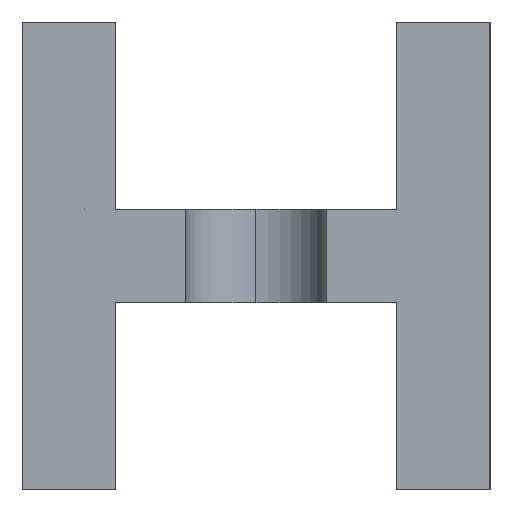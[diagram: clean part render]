
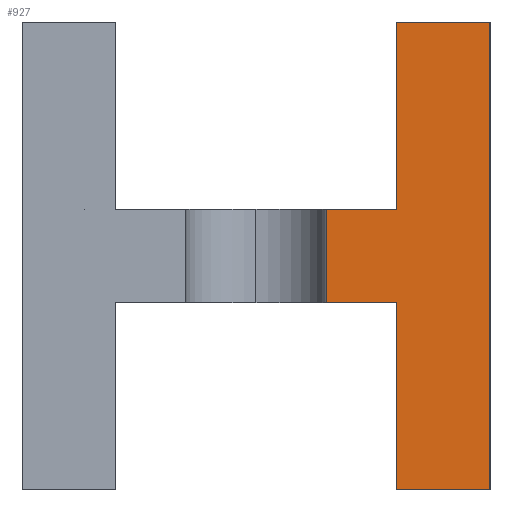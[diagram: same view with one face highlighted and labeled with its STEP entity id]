
A CAD part, left-side view. The second image highlights one B-rep face of the part: STEP entity #927.
In plain terms, the highlighted planar face has unit normal (-1, 0, 0).
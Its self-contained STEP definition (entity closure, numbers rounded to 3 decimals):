
#13 = CARTESIAN_POINT ( 'NONE',  ( 0., 2., 4. ) ) ;
#23 = VECTOR ( 'NONE', #1701, 1000. ) ;
#47 = DIRECTION ( 'NONE',  ( -1., 0., 0. ) ) ;
#103 = LINE ( 'NONE', #512, #1345 ) ;
#144 = LINE ( 'NONE', #291, #409 ) ;
#205 = DIRECTION ( 'NONE',  ( 0., 0., 1. ) ) ;
#264 = AXIS2_PLACEMENT_3D ( 'NONE', #470, #47, #811 ) ;
#291 = CARTESIAN_POINT ( 'NONE',  ( 0., 2., 10. ) ) ;
#326 = PLANE ( 'NONE',  #264 ) ;
#363 = DIRECTION ( 'NONE',  ( 0., 0., 1. ) ) ;
#409 = VECTOR ( 'NONE', #205, 1000. ) ;
#470 = CARTESIAN_POINT ( 'NONE',  ( 0., 0., 0. ) ) ;
#472 = FACE_OUTER_BOUND ( 'NONE', #2068, .T. ) ;
#474 = EDGE_CURVE ( 'NONE', #1095, #506, #664, .T. ) ;
#506 = VERTEX_POINT ( 'NONE', #2320 ) ;
#512 = CARTESIAN_POINT ( 'NONE',  ( 0., 3.5, 4. ) ) ;
#548 = EDGE_CURVE ( 'NONE', #1586, #1095, #1848, .T. ) ;
#561 = VECTOR ( 'NONE', #2305, 1000. ) ;
#599 = CARTESIAN_POINT ( 'NONE',  ( 0., 0., 0. ) ) ;
#606 = CARTESIAN_POINT ( 'NONE',  ( 0., 2., 6. ) ) ;
#623 = ORIENTED_EDGE ( 'NONE', *, *, #474, .F. ) ;
#656 = VERTEX_POINT ( 'NONE', #1367 ) ;
#663 = ORIENTED_EDGE ( 'NONE', *, *, #2339, .F. ) ;
#664 = LINE ( 'NONE', #599, #561 ) ;
#713 = VERTEX_POINT ( 'NONE', #1910 ) ;
#746 = ORIENTED_EDGE ( 'NONE', *, *, #2200, .F. ) ;
#792 = VECTOR ( 'NONE', #2148, 1000. ) ;
#811 = DIRECTION ( 'NONE',  ( 0., 0., 1. ) ) ;
#927 = ADVANCED_FACE ( 'NONE', ( #472 ), #326, .T. ) ;
#933 = LINE ( 'NONE', #2480, #1503 ) ;
#942 = ORIENTED_EDGE ( 'NONE', *, *, #548, .F. ) ;
#979 = CARTESIAN_POINT ( 'NONE',  ( 0., 2., 10. ) ) ;
#1095 = VERTEX_POINT ( 'NONE', #2341 ) ;
#1272 = CARTESIAN_POINT ( 'NONE',  ( 0., 2., 6. ) ) ;
#1345 = VECTOR ( 'NONE', #363, 1000. ) ;
#1361 = CARTESIAN_POINT ( 'NONE',  ( 0., 3.5, 4. ) ) ;
#1367 = CARTESIAN_POINT ( 'NONE',  ( 0., 2., 0. ) ) ;
#1416 = EDGE_CURVE ( 'NONE', #2469, #2420, #1805, .T. ) ;
#1503 = VECTOR ( 'NONE', #2430, 1000. ) ;
#1586 = VERTEX_POINT ( 'NONE', #979 ) ;
#1607 = CARTESIAN_POINT ( 'NONE',  ( 0., 2., 0. ) ) ;
#1629 = VERTEX_POINT ( 'NONE', #606 ) ;
#1701 = DIRECTION ( 'NONE',  ( 0., 1., 0. ) ) ;
#1731 = CARTESIAN_POINT ( 'NONE',  ( 0., 8., 4. ) ) ;
#1736 = EDGE_CURVE ( 'NONE', #656, #2469, #933, .T. ) ;
#1805 = LINE ( 'NONE', #1731, #23 ) ;
#1848 = LINE ( 'NONE', #2194, #792 ) ;
#1910 = CARTESIAN_POINT ( 'NONE',  ( 0., 3.5, 6. ) ) ;
#1953 = VECTOR ( 'NONE', #1955, 1000. ) ;
#1955 = DIRECTION ( 'NONE',  ( 0., -1., 0. ) ) ;
#2042 = ORIENTED_EDGE ( 'NONE', *, *, #2325, .F. ) ;
#2068 = EDGE_LOOP ( 'NONE', ( #2530, #2183, #2083, #2042, #623, #942, #746, #663 ) ) ;
#2083 = ORIENTED_EDGE ( 'NONE', *, *, #1736, .F. ) ;
#2148 = DIRECTION ( 'NONE',  ( 0., -1., 0. ) ) ;
#2163 = EDGE_CURVE ( 'NONE', #2420, #713, #103, .T. ) ;
#2164 = DIRECTION ( 'NONE',  ( 0., 1., 0. ) ) ;
#2165 = VECTOR ( 'NONE', #2164, 1000. ) ;
#2183 = ORIENTED_EDGE ( 'NONE', *, *, #1416, .F. ) ;
#2192 = LINE ( 'NONE', #1272, #1953 ) ;
#2194 = CARTESIAN_POINT ( 'NONE',  ( 0., 0., 10. ) ) ;
#2200 = EDGE_CURVE ( 'NONE', #1629, #1586, #144, .T. ) ;
#2212 = LINE ( 'NONE', #1607, #2165 ) ;
#2305 = DIRECTION ( 'NONE',  ( 0., 0., -1. ) ) ;
#2320 = CARTESIAN_POINT ( 'NONE',  ( 0., 0., 0. ) ) ;
#2325 = EDGE_CURVE ( 'NONE', #506, #656, #2212, .T. ) ;
#2339 = EDGE_CURVE ( 'NONE', #713, #1629, #2192, .T. ) ;
#2341 = CARTESIAN_POINT ( 'NONE',  ( 0., 0., 10. ) ) ;
#2420 = VERTEX_POINT ( 'NONE', #1361 ) ;
#2430 = DIRECTION ( 'NONE',  ( 0., 0., 1. ) ) ;
#2469 = VERTEX_POINT ( 'NONE', #13 ) ;
#2480 = CARTESIAN_POINT ( 'NONE',  ( 0., 2., 4. ) ) ;
#2530 = ORIENTED_EDGE ( 'NONE', *, *, #2163, .F. ) ;
